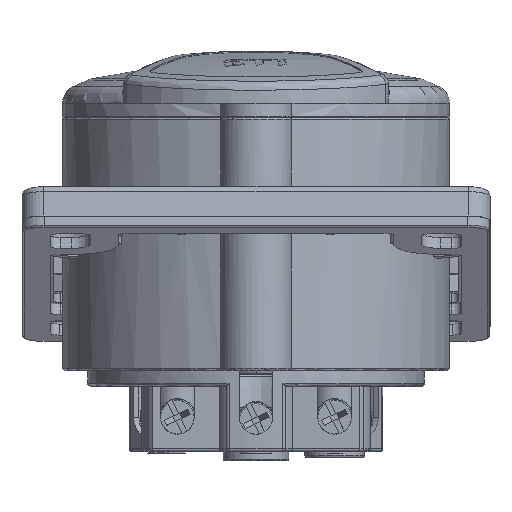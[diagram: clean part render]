
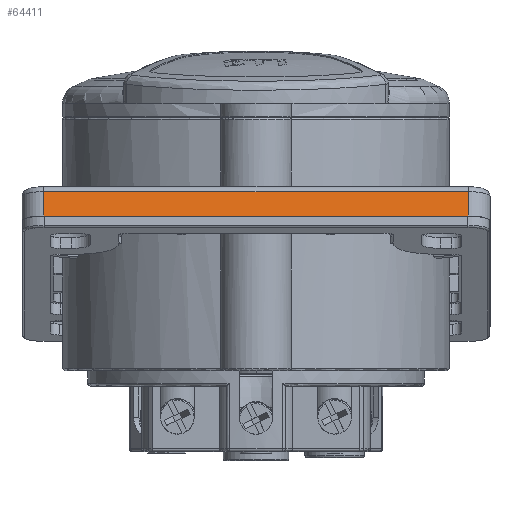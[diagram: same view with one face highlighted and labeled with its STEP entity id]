
A CAD part, front view. The second image highlights one B-rep face of the part: STEP entity #64411.
In plain terms, the highlighted planar face has unit normal (0, -0.976, 0.216).
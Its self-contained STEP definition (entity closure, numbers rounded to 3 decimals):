
#14715=DIRECTION('',(0.,0.216,0.976));
#14716=VECTOR('',#14715,4.);
#14717=CARTESIAN_POINT('',(34.,-42.034,
-15.942));
#14718=LINE('',#14717,#14716);
#14722=DIRECTION('',(-1.,0.,0.));
#14723=VECTOR('',#14722,68.);
#14724=CARTESIAN_POINT('',(34.,-42.034,
-15.942));
#14725=LINE('',#14724,#14723);
#14729=DIRECTION('',(-1.,0.,0.));
#14730=VECTOR('',#14729,68.);
#14731=CARTESIAN_POINT('',(34.,-41.168,
-12.037));
#14732=LINE('',#14731,#14730);
#14767=DIRECTION('',(0.,-0.216,-0.976));
#14768=VECTOR('',#14767,4.);
#14769=CARTESIAN_POINT('',(-34.,-41.168,
-12.037));
#14770=LINE('',#14769,#14768);
#45544=CARTESIAN_POINT('',(-34.,-42.034,-15.942));
#45545=VERTEX_POINT('',#45544);
#45546=CARTESIAN_POINT('',(34.,-42.034,
-15.942));
#45547=VERTEX_POINT('',#45546);
#46529=CARTESIAN_POINT('',(-34.,-41.168,
-12.037));
#46530=VERTEX_POINT('',#46529);
#46531=CARTESIAN_POINT('',(34.,-41.168,
-12.037));
#46532=VERTEX_POINT('',#46531);
#64398=CARTESIAN_POINT('',(-37.5,-40.951,-11.061));
#64399=DIRECTION('',(0.,-0.976,0.216));
#64400=DIRECTION('',(0.,-0.216,-0.976));
#64401=AXIS2_PLACEMENT_3D('',#64398,#64399,#64400);
#64402=PLANE('',#64401);
#64404=ORIENTED_EDGE('',*,*,#64403,.F.);
#64405=ORIENTED_EDGE('',*,*,#64386,.F.);
#64406=ORIENTED_EDGE('',*,*,#55669,.T.);
#64408=ORIENTED_EDGE('',*,*,#64407,.F.);
#64409=EDGE_LOOP('',(#64404,#64405,#64406,#64408));
#64410=FACE_OUTER_BOUND('',#64409,.F.);
#55669=EDGE_CURVE('',#45547,#45545,#14725,.T.);
#64386=EDGE_CURVE('',#45547,#46532,#14718,.T.);
#64403=EDGE_CURVE('',#46532,#46530,#14732,.T.);
#64407=EDGE_CURVE('',#46530,#45545,#14770,.T.);
#64411=ADVANCED_FACE('',(#64410),#64402,.T.);
